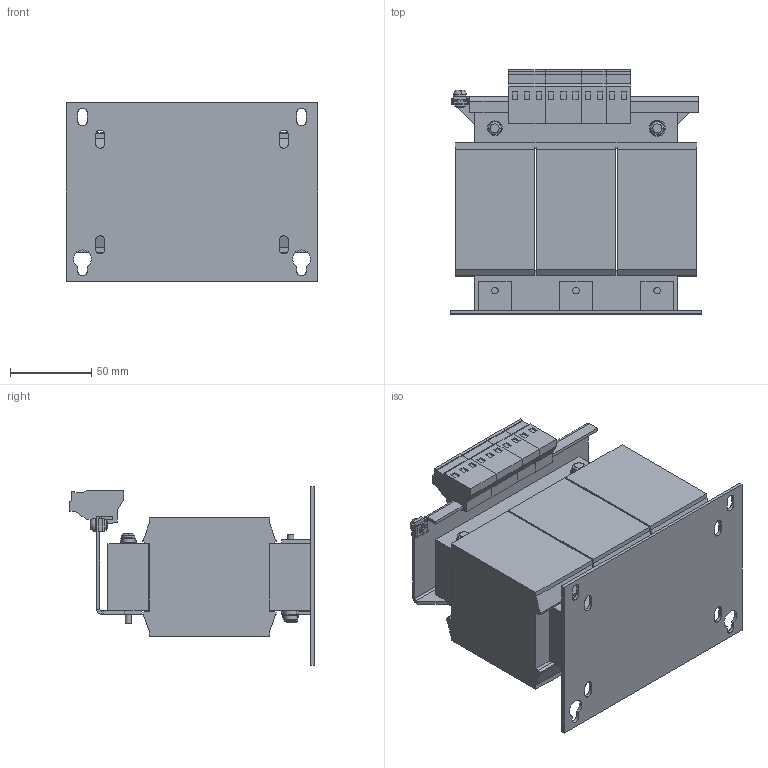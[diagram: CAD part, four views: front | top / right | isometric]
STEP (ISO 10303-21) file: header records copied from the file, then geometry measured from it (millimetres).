
FILE_DESCRIPTION (( 'STEP AP214' ), '1' );
FILE_NAME ('193153.STEP', '2020-05-28T17:39:13', ( '' ), ( '' ), 'SwSTEP 2.0', 'SolidWorks 2018', '' );
FILE_SCHEMA (( 'AUTOMOTIVE_DESIGN' ));
Length unit declared in the file: millimetre
Products named in the file (1): 193153
Bounding box: 155 x 150.5 x 110 mm (x, y, z)
Volume: 1175741.9 mm3; surface area: 161911.5 mm2
Topology: 1 solids, 1 shells, 510 faces, 1267 edges, 807 vertices
Faces by surface type: plane 388, cylinder 108, sphere 10, torus 2, cone 2
Entity records: 15055 total; most frequent: CARTESIAN_POINT 2669, ORIENTED_EDGE 2530, DIRECTION 2529, EDGE_CURVE 1265, LINE 983, VECTOR 983, VERTEX_POINT 807, AXIS2_PLACEMENT_3D 773
